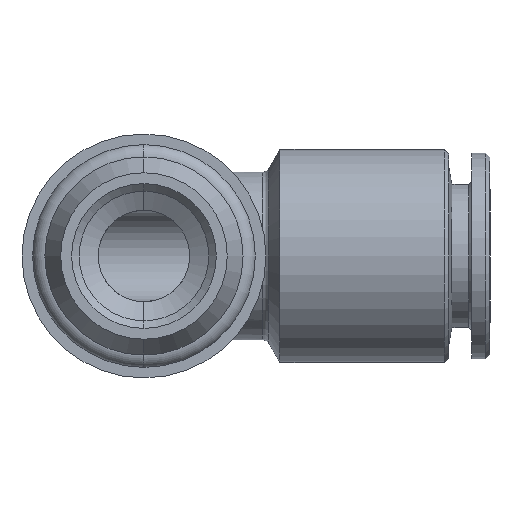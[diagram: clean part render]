
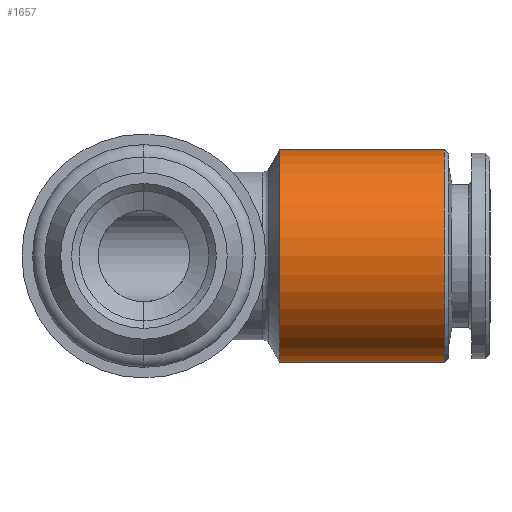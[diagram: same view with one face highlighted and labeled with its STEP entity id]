
A CAD part, front view. The second image highlights one B-rep face of the part: STEP entity #1657.
In plain terms, the highlighted cylindrical face has radius 7 mm (diameter 14 mm), a partial arc.
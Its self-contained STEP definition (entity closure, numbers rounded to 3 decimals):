
#153 = VERTEX_POINT ( 'NONE', #2079 ) ;
#291 = VERTEX_POINT ( 'NONE', #2428 ) ;
#300 = EDGE_CURVE ( 'NONE', #291, #301, #2442, .T. ) ;
#301 = VERTEX_POINT ( 'NONE', #2438 ) ;
#303 = EDGE_CURVE ( 'NONE', #153, #557, #2403, .T. ) ;
#557 = VERTEX_POINT ( 'NONE', #2972 ) ;
#920 = DIRECTION ( 'NONE',  ( 0., 0., -1. ) ) ;
#921 = DIRECTION ( 'NONE',  ( 1., 0., 0. ) ) ;
#922 = CARTESIAN_POINT ( 'NONE',  ( 8.923, 0., 0. ) ) ;
#923 = AXIS2_PLACEMENT_3D ( 'NONE', #922, #921, #920 ) ;
#924 = CIRCLE ( 'NONE', #923, 7. ) ;
#1593 = ORIENTED_EDGE ( 'NONE', *, *, #1594, .T. ) ;
#1594 = EDGE_CURVE ( 'NONE', #291, #153, #3053, .T. ) ;
#1612 = ORIENTED_EDGE ( 'NONE', *, *, #300, .F. ) ;
#1634 = ORIENTED_EDGE ( 'NONE', *, *, #303, .T. ) ;
#1647 = ORIENTED_EDGE ( 'NONE', *, *, #4001, .T. ) ;
#1657 = ADVANCED_FACE ( 'NONE', ( #3327 ), #3329, .T. ) ;
#1749 = EDGE_LOOP ( 'NONE', ( #1612, #1593, #1634, #1647 ) ) ;
#2079 = CARTESIAN_POINT ( 'NONE',  ( 19.7, 0., 7. ) ) ;
#2400 = DIRECTION ( 'NONE',  ( -1., 0., 0. ) ) ;
#2401 = VECTOR ( 'NONE', #2400, 1000. ) ;
#2402 = CARTESIAN_POINT ( 'NONE',  ( 0., 0., 7. ) ) ;
#2403 = LINE ( 'NONE', #2402, #2401 ) ;
#2428 = CARTESIAN_POINT ( 'NONE',  ( 19.7, 0., -7. ) ) ;
#2438 = CARTESIAN_POINT ( 'NONE',  ( 8.923, 0., -7. ) ) ;
#2439 = DIRECTION ( 'NONE',  ( -1., 0., 0. ) ) ;
#2440 = VECTOR ( 'NONE', #2439, 1000. ) ;
#2441 = CARTESIAN_POINT ( 'NONE',  ( 0., 0., -7. ) ) ;
#2442 = LINE ( 'NONE', #2441, #2440 ) ;
#2972 = CARTESIAN_POINT ( 'NONE',  ( 8.923, 0., 7. ) ) ;
#3051 = CARTESIAN_POINT ( 'NONE',  ( 19.7, 0., 0. ) ) ;
#3052 = AXIS2_PLACEMENT_3D ( 'NONE', #3051, #3097, #3096 ) ;
#3053 = CIRCLE ( 'NONE', #3052, 7. ) ;
#3096 = DIRECTION ( 'NONE',  ( 0., 0., 1. ) ) ;
#3097 = DIRECTION ( 'NONE',  ( -1., 0., 0. ) ) ;
#3287 = DIRECTION ( 'NONE',  ( -1., 0., 0. ) ) ;
#3288 = AXIS2_PLACEMENT_3D ( 'NONE', #3328, #3287, #3338 ) ;
#3327 = FACE_OUTER_BOUND ( 'NONE', #1749, .T. ) ;
#3328 = CARTESIAN_POINT ( 'NONE',  ( 0., 0., 0. ) ) ;
#3329 = CYLINDRICAL_SURFACE ( 'NONE', #3288, 7. ) ;
#3338 = DIRECTION ( 'NONE',  ( 0., 0., 1. ) ) ;
#4001 = EDGE_CURVE ( 'NONE', #557, #301, #924, .T. ) ;
